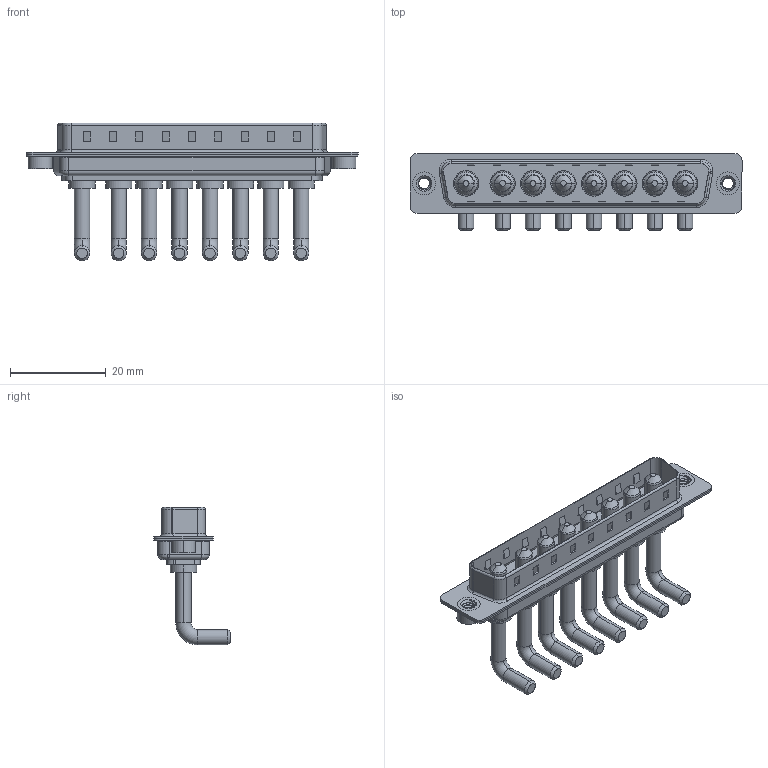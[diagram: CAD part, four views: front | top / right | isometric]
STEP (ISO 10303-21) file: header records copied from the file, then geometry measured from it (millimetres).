
FILE_DESCRIPTION (( 'STEP AP203' ), '1' );
FILE_NAME ('629-8W8-650-3NA.STEP', '2022-05-14T11:29:29', ( '' ), ( '' ), 'SwSTEP 2.0', 'SolidWorks 2020', '' );
FILE_SCHEMA (( 'CONFIG_CONTROL_DESIGN' ));
Length unit declared in the file: millimetre
Products named in the file (6): 629Combo Shell Rear_37 Contacts; 629Combo Shell Front_37 Contacts; 629-8W8-650-3NA; 629Combo Housing_8W8; 629Combo Threaded Rivet_2; Power Pin_Ext 30A RA
Assembly tree (13 placements, depth 2):
  629-8W8-650-3NA
    629Combo Housing_8W8
    629Combo Shell Rear_37 Contacts
    629Combo Shell Front_37 Contacts
    629Combo Threaded Rivet_2  x2
    Power Pin_Ext 30A RA  x8
Bounding box: 69.4 x 16.05 x 28.83 mm (x, y, z)
Volume: 5558.9 mm3; surface area: 10720.6 mm2
Topology: 21 solids, 21 shells, 756 faces, 1793 edges, 1114 vertices
Faces by surface type: cylinder 309, plane 283, torus 82, cone 68, bspline 14
Entity records: 16094 total; most frequent: CARTESIAN_POINT 3927, DIRECTION 2445, ORIENTED_EDGE 2300, EDGE_CURVE 1150, AXIS2_PLACEMENT_3D 877, VERTEX_POINT 726, VECTOR 691, LINE 691
